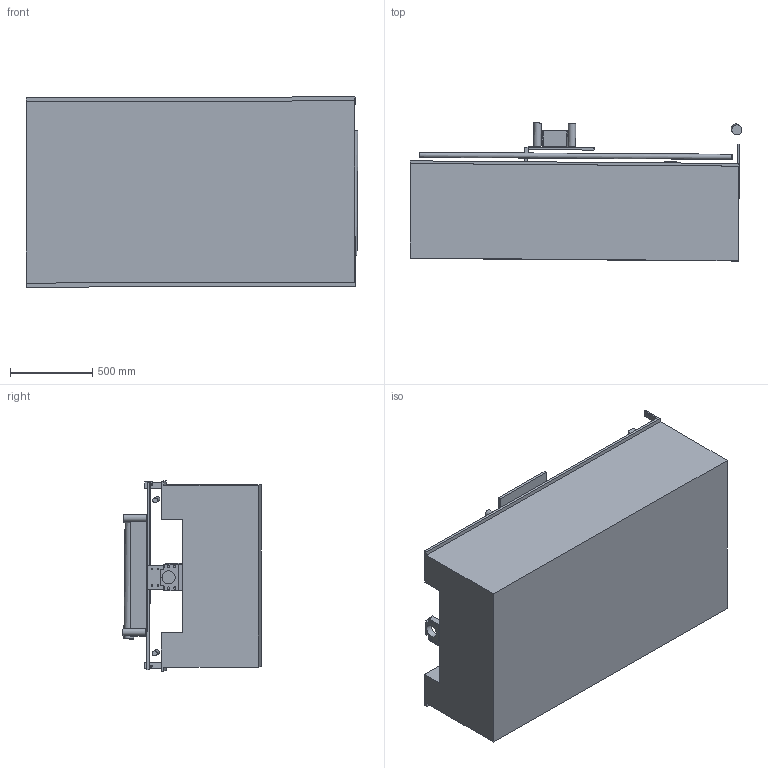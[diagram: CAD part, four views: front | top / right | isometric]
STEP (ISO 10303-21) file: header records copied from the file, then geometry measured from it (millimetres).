
FILE_DESCRIPTION(('STEP AP214'),'1');
FILE_NAME('M2 70%.stp','2022-08-30T21:05:59',(' '),(' '),'Spatial InterOp 3D',' ',' ');
FILE_SCHEMA(('AUTOMOTIVE_DESIGN { 1 0 10303 214 1 1 1 1 }'));
Length unit declared in the file: millimetre
Products named in the file (1): 1
Bounding box: 2013.73 x 838.19 x 1155.54 mm (x, y, z)
Volume: 1136707357.2 mm3; surface area: 11048693 mm2
Topology: 19 solids, 19 shells, 154 faces, 333 edges, 224 vertices
Faces by surface type: plane 113, cylinder 39, cone 1, torus 1
Full cylindrical faces by diameter (mm): 6.903 x1, 7.536 x1, 8.207 x1, 8.211 x1, 10.365 x1, 10.592 x1, 10.904 x1, 11.07 x1, 12.574 x1, 12.643 x1, 12.685 x1, 12.704 x1, 13.786 x1, 13.931 x1, 14.012 x1, 14.043 x1, 14.108 x1, 14.11 x1, 14.191 x1, 14.236 x1, 17.128 x1, 17.372 x1, 17.464 x1, 17.911 x1, 25.984 x1, 26.031 x1, 26.079 x1, 26.094 x1, 26.152 x1, 26.67 x1
Entity records: 4095 total; most frequent: DIRECTION 710, CARTESIAN_POINT 673, ORIENTED_EDGE 568, EDGE_CURVE 284, AXIS2_PLACEMENT_3D 253, EDGE_LOOP 252, VERTEX_POINT 216, LINE 204
